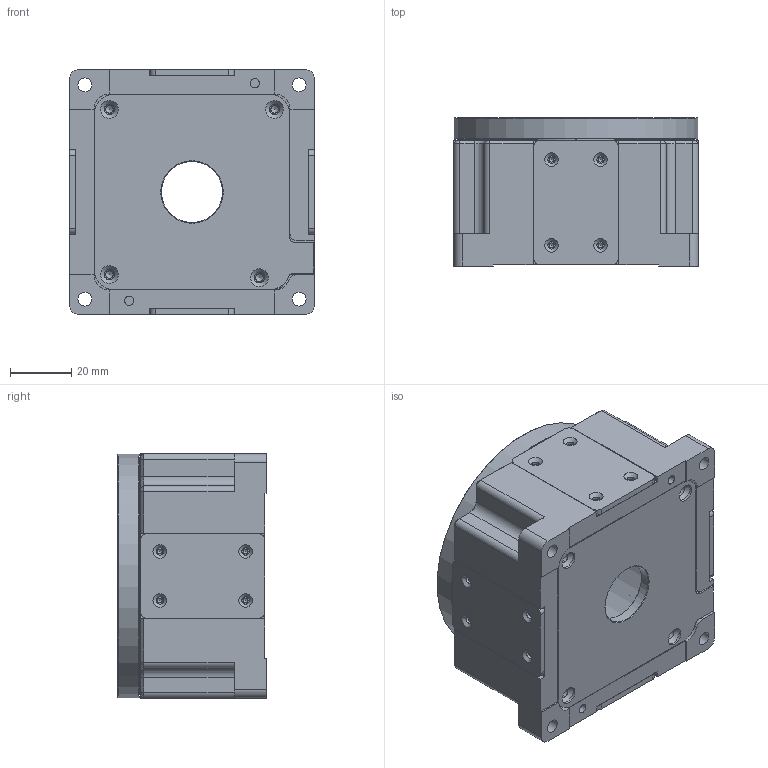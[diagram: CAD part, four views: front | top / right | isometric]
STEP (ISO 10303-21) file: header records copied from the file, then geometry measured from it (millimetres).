
FILE_DESCRIPTION (( 'STEP AP203' ), '1' );
FILE_NAME ('526904.STEP', '2022-11-04T03:16:16', ( '' ), ( '' ), 'SwSTEP 2.0', 'SolidWorks 2020', '' );
FILE_SCHEMA (( 'CONFIG_CONTROL_DESIGN' ));
Length unit declared in the file: millimetre
Products named in the file (1): 526904
Bounding box: 80 x 48.5 x 80 mm (x, y, z)
Volume: 156131.9 mm3; surface area: 66109.9 mm2
Topology: 7 solids, 15 shells, 805 faces, 2172 edges, 1398 vertices
Faces by surface type: plane 368, cylinder 323, cone 110, bspline 4
Full cylindrical faces by diameter (mm): 1.6 x23, 2.4 x16, 2.5 x17, 3 x4, 3.2 x4, 3.3 x8, 3.4 x12, 4.5 x4, 5.8 x4, 6 x8, 8 x4, 20 x2, 23 x1, 36 x1, 60 x1, 77 x1, 80 x1
Entity records: 24400 total; most frequent: CARTESIAN_POINT 4672, DIRECTION 4173, ORIENTED_EDGE 3818, EDGE_CURVE 1909, AXIS2_PLACEMENT_3D 1512, VERTEX_POINT 1343, VECTOR 1149, LINE 1149
